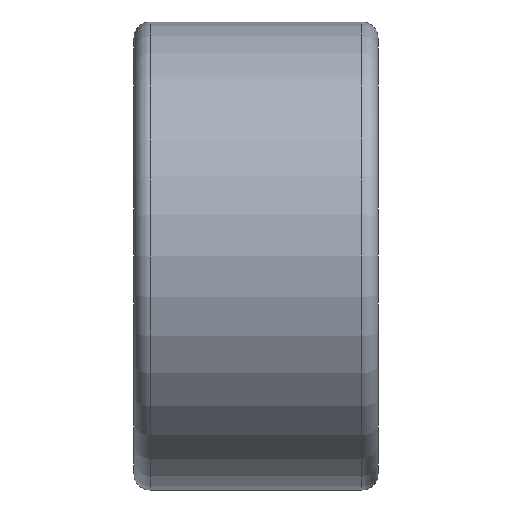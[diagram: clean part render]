
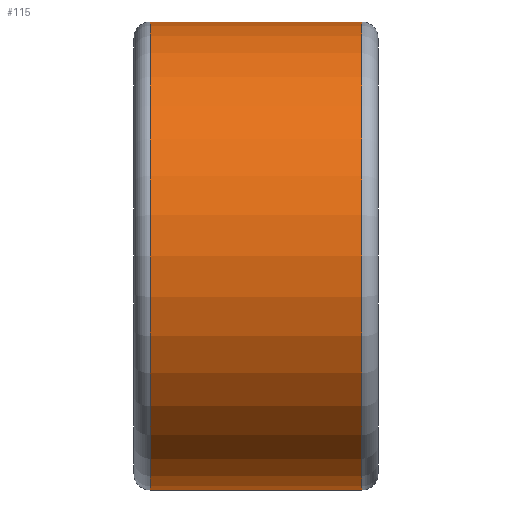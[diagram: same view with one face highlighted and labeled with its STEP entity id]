
A CAD part, left-side view. The second image highlights one B-rep face of the part: STEP entity #115.
In plain terms, the highlighted cylindrical face has radius 2.875 mm (diameter 5.75 mm), a partial arc.
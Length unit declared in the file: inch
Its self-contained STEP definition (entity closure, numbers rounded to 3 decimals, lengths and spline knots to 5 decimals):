
#4 = DIRECTION ( 'NONE',  ( 0., -1., 0. ) ) ;
#5 = DIRECTION ( 'NONE',  ( 0., -1., 0. ) ) ;
#14 = VERTEX_POINT ( 'NONE', #126 ) ;
#23 = EDGE_CURVE ( 'NONE', #394, #14, #68, .T. ) ;
#51 = EDGE_LOOP ( 'NONE', ( #399, #294, #408, #174 ) ) ;
#53 = CARTESIAN_POINT ( 'NONE',  ( 0., 0.00781, -0.11319 ) ) ;
#64 = DIRECTION ( 'NONE',  ( 0., 0., -1. ) ) ;
#68 = LINE ( 'NONE', #157, #357 ) ;
#83 = EDGE_CURVE ( 'NONE', #394, #106, #194, .T. ) ;
#97 = CARTESIAN_POINT ( 'NONE',  ( 0., 0.1103, 0. ) ) ;
#106 = VERTEX_POINT ( 'NONE', #387 ) ;
#115 = ADVANCED_FACE ( 'NONE', ( #156 ), #224, .T. ) ;
#125 = AXIS2_PLACEMENT_3D ( 'NONE', #322, #288, #64 ) ;
#126 = CARTESIAN_POINT ( 'NONE',  ( 0., 0.00781, 0.11319 ) ) ;
#135 = CIRCLE ( 'NONE', #377, 0.11319 ) ;
#156 = FACE_OUTER_BOUND ( 'NONE', #51, .T. ) ;
#157 = CARTESIAN_POINT ( 'NONE',  ( 0., 0.11811, 0.11319 ) ) ;
#163 = EDGE_CURVE ( 'NONE', #106, #412, #292, .T. ) ;
#174 = ORIENTED_EDGE ( 'NONE', *, *, #348, .T. ) ;
#194 = CIRCLE ( 'NONE', #338, 0.11319 ) ;
#224 = CYLINDRICAL_SURFACE ( 'NONE', #125, 0.11319 ) ;
#259 = DIRECTION ( 'NONE',  ( 0., -1., 0. ) ) ;
#288 = DIRECTION ( 'NONE',  ( 0., -1., 0. ) ) ;
#292 = LINE ( 'NONE', #360, #374 ) ;
#294 = ORIENTED_EDGE ( 'NONE', *, *, #83, .T. ) ;
#322 = CARTESIAN_POINT ( 'NONE',  ( 0., 0.11811, 0. ) ) ;
#338 = AXIS2_PLACEMENT_3D ( 'NONE', #97, #4, #385 ) ;
#348 = EDGE_CURVE ( 'NONE', #412, #14, #135, .T. ) ;
#357 = VECTOR ( 'NONE', #5, 39.37008 ) ;
#360 = CARTESIAN_POINT ( 'NONE',  ( 0., 0.11811, -0.11319 ) ) ;
#374 = VECTOR ( 'NONE', #259, 39.37008 ) ;
#377 = AXIS2_PLACEMENT_3D ( 'NONE', #409, #383, #407 ) ;
#383 = DIRECTION ( 'NONE',  ( 0., 1., 0. ) ) ;
#385 = DIRECTION ( 'NONE',  ( 0., 0., 1. ) ) ;
#387 = CARTESIAN_POINT ( 'NONE',  ( 0., 0.1103, -0.11319 ) ) ;
#394 = VERTEX_POINT ( 'NONE', #402 ) ;
#399 = ORIENTED_EDGE ( 'NONE', *, *, #23, .F. ) ;
#402 = CARTESIAN_POINT ( 'NONE',  ( 0., 0.1103, 0.11319 ) ) ;
#407 = DIRECTION ( 'NONE',  ( 0., 0., 1. ) ) ;
#408 = ORIENTED_EDGE ( 'NONE', *, *, #163, .T. ) ;
#409 = CARTESIAN_POINT ( 'NONE',  ( 0., 0.00781, 0. ) ) ;
#412 = VERTEX_POINT ( 'NONE', #53 ) ;
